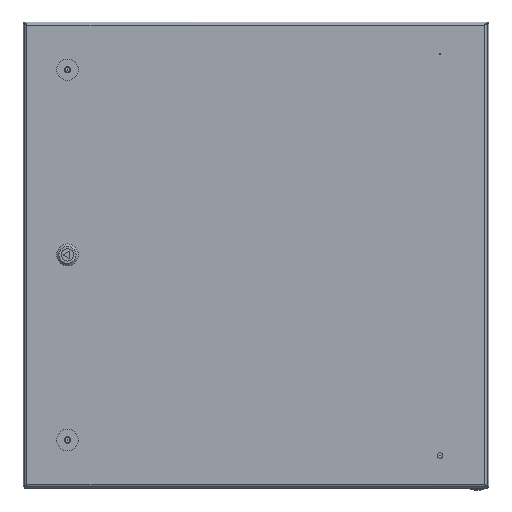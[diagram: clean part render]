
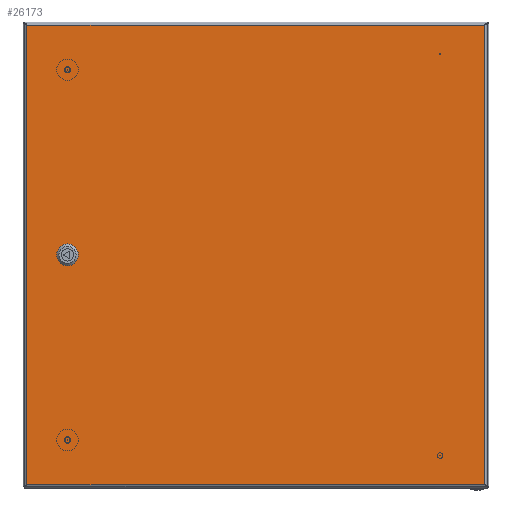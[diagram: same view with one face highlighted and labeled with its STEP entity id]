
A CAD part, top view. The second image highlights one B-rep face of the part: STEP entity #26173.
In plain terms, the highlighted face is planar.
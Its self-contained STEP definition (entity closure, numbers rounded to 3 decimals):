
#677 = DIRECTION ( 'NONE',  ( 0., 0., 1. ) ) ;
#929 = LINE ( 'NONE', #28638, #30172 ) ;
#1892 = VECTOR ( 'NONE', #46550, 1000. ) ;
#2566 = CIRCLE ( 'NONE', #52238, 0.5 ) ;
#2589 = AXIS2_PLACEMENT_3D ( 'NONE', #15582, #677, #19642 ) ;
#2703 = DIRECTION ( 'NONE',  ( 0., 0., 1. ) ) ;
#3670 = CARTESIAN_POINT ( 'NONE',  ( 237.863, -10.25, -1. ) ) ;
#3799 = EDGE_CURVE ( 'NONE', #9316, #28277, #28865, .T. ) ;
#3827 = EDGE_CURVE ( 'NONE', #17912, #25329, #15587, .T. ) ;
#4140 = CARTESIAN_POINT ( 'NONE',  ( 242., -238.5, -1. ) ) ;
#4206 = LINE ( 'NONE', #36294, #1892 ) ;
#4994 = DIRECTION ( 'NONE',  ( 1., 0., 0. ) ) ;
#5791 = VERTEX_POINT ( 'NONE', #14220 ) ;
#6184 = LINE ( 'NONE', #34807, #39054 ) ;
#6228 = CARTESIAN_POINT ( 'NONE',  ( 232.25, 4.637, -1. ) ) ;
#6348 = AXIS2_PLACEMENT_3D ( 'NONE', #9086, #61086, #27142 ) ;
#6613 = AXIS2_PLACEMENT_3D ( 'NONE', #42526, #51852, #52466 ) ;
#7279 = ORIENTED_EDGE ( 'NONE', *, *, #56461, .T. ) ;
#8334 = DIRECTION ( 'NONE',  ( 1., 0., 0. ) ) ;
#9016 = CARTESIAN_POINT ( 'NONE',  ( 242.5, 0., -1. ) ) ;
#9086 = CARTESIAN_POINT ( 'NONE',  ( 0., 0., -1. ) ) ;
#9316 = VERTEX_POINT ( 'NONE', #39920 ) ;
#9420 = ORIENTED_EDGE ( 'NONE', *, *, #58503, .T. ) ;
#9637 = VERTEX_POINT ( 'NONE', #37979 ) ;
#9667 = EDGE_CURVE ( 'NONE', #61394, #9316, #929, .T. ) ;
#9725 = CARTESIAN_POINT ( 'NONE',  ( 252.75, 4.637, -1. ) ) ;
#10300 = ORIENTED_EDGE ( 'NONE', *, *, #17617, .F. ) ;
#11122 = ORIENTED_EDGE ( 'NONE', *, *, #21552, .T. ) ;
#11491 = DIRECTION ( 'NONE',  ( 0., -1., 0. ) ) ;
#12816 = PLANE ( 'NONE',  #6348 ) ;
#13125 = FACE_BOUND ( 'NONE', #59891, .T. ) ;
#13443 = CIRCLE ( 'NONE', #57229, 11.25 ) ;
#13711 = EDGE_LOOP ( 'NONE', ( #44372 ) ) ;
#13913 = EDGE_LOOP ( 'NONE', ( #54348, #7279, #50750, #46971, #42636, #17682, #46424, #11122 ) ) ;
#14122 = DIRECTION ( 'NONE',  ( -1., 0., 0. ) ) ;
#14220 = CARTESIAN_POINT ( 'NONE',  ( -294.8, 295.8, -1. ) ) ;
#14362 = VERTEX_POINT ( 'NONE', #4140 ) ;
#14527 = DIRECTION ( 'NONE',  ( 0., -1., 0. ) ) ;
#15365 = EDGE_LOOP ( 'NONE', ( #57474 ) ) ;
#15548 = CARTESIAN_POINT ( 'NONE',  ( 242.5, 238.5, -1. ) ) ;
#15582 = CARTESIAN_POINT ( 'NONE',  ( -237.5, -258.5, -1. ) ) ;
#15587 = LINE ( 'NONE', #49541, #29878 ) ;
#16164 = VERTEX_POINT ( 'NONE', #25617 ) ;
#17000 = DIRECTION ( 'NONE',  ( -1., 0., 0. ) ) ;
#17617 = EDGE_CURVE ( 'NONE', #5791, #25329, #4206, .T. ) ;
#17682 = ORIENTED_EDGE ( 'NONE', *, *, #48242, .T. ) ;
#17912 = VERTEX_POINT ( 'NONE', #26478 ) ;
#18993 = DIRECTION ( 'NONE',  ( 1., 0., 0. ) ) ;
#19642 = DIRECTION ( 'NONE',  ( 1., 0., 0. ) ) ;
#20246 = DIRECTION ( 'NONE',  ( 1., 0., 0. ) ) ;
#20437 = AXIS2_PLACEMENT_3D ( 'NONE', #45350, #2703, #17000 ) ;
#20449 = EDGE_LOOP ( 'NONE', ( #38499 ) ) ;
#21552 = EDGE_CURVE ( 'NONE', #16164, #34542, #38439, .T. ) ;
#21907 = VERTEX_POINT ( 'NONE', #54907 ) ;
#22462 = CIRCLE ( 'NONE', #2589, 0.5 ) ;
#22464 = FACE_BOUND ( 'NONE', #15365, .T. ) ;
#22506 = CIRCLE ( 'NONE', #29445, 11.25 ) ;
#22910 = AXIS2_PLACEMENT_3D ( 'NONE', #35207, #30525, #20246 ) ;
#23070 = CARTESIAN_POINT ( 'NONE',  ( 232.25, 4.637, -1. ) ) ;
#25063 = VERTEX_POINT ( 'NONE', #23070 ) ;
#25329 = VERTEX_POINT ( 'NONE', #51040 ) ;
#25617 = CARTESIAN_POINT ( 'NONE',  ( 247.137, 10.25, -1. ) ) ;
#26173 = ADVANCED_FACE ( 'NONE', ( #22464, #41497, #13125, #32742, #36512, #37424 ), #12816, .F. ) ;
#26478 = CARTESIAN_POINT ( 'NONE',  ( 294.8, -295.8, -1. ) ) ;
#26608 = DIRECTION ( 'NONE',  ( 0., 1., 0. ) ) ;
#27142 = DIRECTION ( 'NONE',  ( 1., 0., 0. ) ) ;
#27683 = DIRECTION ( 'NONE',  ( 0., 0., 1. ) ) ;
#27776 = VERTEX_POINT ( 'NONE', #47693 ) ;
#28277 = VERTEX_POINT ( 'NONE', #55226 ) ;
#28344 = DIRECTION ( 'NONE',  ( 0., 0., 1. ) ) ;
#28457 = CARTESIAN_POINT ( 'NONE',  ( 247.137, 10.25, -1. ) ) ;
#28572 = ORIENTED_EDGE ( 'NONE', *, *, #50176, .T. ) ;
#28638 = CARTESIAN_POINT ( 'NONE',  ( 247.137, -10.25, -1. ) ) ;
#28865 = CIRCLE ( 'NONE', #22910, 11.25 ) ;
#29061 = DIRECTION ( 'NONE',  ( -1., 0., 0. ) ) ;
#29445 = AXIS2_PLACEMENT_3D ( 'NONE', #55961, #52218, #8334 ) ;
#29834 = VECTOR ( 'NONE', #26608, 1000. ) ;
#29878 = VECTOR ( 'NONE', #45491, 1000. ) ;
#30172 = VECTOR ( 'NONE', #4994, 1000. ) ;
#30525 = DIRECTION ( 'NONE',  ( 0., 0., 1. ) ) ;
#30964 = CARTESIAN_POINT ( 'NONE',  ( 252.75, 4.637, -1. ) ) ;
#31458 = VERTEX_POINT ( 'NONE', #42655 ) ;
#32395 = EDGE_LOOP ( 'NONE', ( #10300, #41013, #28572, #49094 ) ) ;
#32742 = FACE_BOUND ( 'NONE', #13711, .T. ) ;
#33219 = LINE ( 'NONE', #37604, #41827 ) ;
#33734 = DIRECTION ( 'NONE',  ( 0., 0., 1. ) ) ;
#34542 = VERTEX_POINT ( 'NONE', #35588 ) ;
#34807 = CARTESIAN_POINT ( 'NONE',  ( 1492.5, 295.8, -1. ) ) ;
#35172 = EDGE_CURVE ( 'NONE', #56277, #61394, #13443, .T. ) ;
#35207 = CARTESIAN_POINT ( 'NONE',  ( 242.5, 0., -1. ) ) ;
#35588 = CARTESIAN_POINT ( 'NONE',  ( 237.863, 10.25, -1. ) ) ;
#35836 = VECTOR ( 'NONE', #14122, 1000. ) ;
#35970 = LINE ( 'NONE', #30964, #29834 ) ;
#36120 = EDGE_CURVE ( 'NONE', #27776, #27776, #22462, .T. ) ;
#36294 = CARTESIAN_POINT ( 'NONE',  ( -294.8, 1791., -1. ) ) ;
#36512 = FACE_OUTER_BOUND ( 'NONE', #32395, .T. ) ;
#36742 = EDGE_CURVE ( 'NONE', #34542, #25063, #22506, .T. ) ;
#37424 = FACE_BOUND ( 'NONE', #13913, .T. ) ;
#37604 = CARTESIAN_POINT ( 'NONE',  ( 294.8, 1791., -1. ) ) ;
#37658 = DIRECTION ( 'NONE',  ( 1., 0., 0. ) ) ;
#37938 = EDGE_CURVE ( 'NONE', #14362, #14362, #61236, .T. ) ;
#37979 = CARTESIAN_POINT ( 'NONE',  ( -238., 258.5, -1. ) ) ;
#38065 = EDGE_CURVE ( 'NONE', #41314, #16164, #39417, .T. ) ;
#38204 = VECTOR ( 'NONE', #11491, 1000. ) ;
#38439 = LINE ( 'NONE', #28457, #35836 ) ;
#38499 = ORIENTED_EDGE ( 'NONE', *, *, #56335, .T. ) ;
#39054 = VECTOR ( 'NONE', #48829, 1000. ) ;
#39417 = CIRCLE ( 'NONE', #6613, 11.25 ) ;
#39920 = CARTESIAN_POINT ( 'NONE',  ( 247.137, -10.25, -1. ) ) ;
#41013 = ORIENTED_EDGE ( 'NONE', *, *, #52428, .F. ) ;
#41314 = VERTEX_POINT ( 'NONE', #9725 ) ;
#41497 = FACE_BOUND ( 'NONE', #20449, .T. ) ;
#41827 = VECTOR ( 'NONE', #14527, 1000. ) ;
#42526 = CARTESIAN_POINT ( 'NONE',  ( 242.5, 0., -1. ) ) ;
#42636 = ORIENTED_EDGE ( 'NONE', *, *, #3799, .T. ) ;
#42655 = CARTESIAN_POINT ( 'NONE',  ( 243., 238.5, -1. ) ) ;
#44372 = ORIENTED_EDGE ( 'NONE', *, *, #36120, .T. ) ;
#45350 = CARTESIAN_POINT ( 'NONE',  ( 242.5, -238.5, -1. ) ) ;
#45491 = DIRECTION ( 'NONE',  ( -1., 0., 0. ) ) ;
#46424 = ORIENTED_EDGE ( 'NONE', *, *, #38065, .T. ) ;
#46550 = DIRECTION ( 'NONE',  ( 0., -1., 0. ) ) ;
#46971 = ORIENTED_EDGE ( 'NONE', *, *, #9667, .T. ) ;
#47693 = CARTESIAN_POINT ( 'NONE',  ( -237., -258.5, -1. ) ) ;
#48242 = EDGE_CURVE ( 'NONE', #28277, #41314, #35970, .T. ) ;
#48829 = DIRECTION ( 'NONE',  ( -1., 0., 0. ) ) ;
#49094 = ORIENTED_EDGE ( 'NONE', *, *, #3827, .T. ) ;
#49183 = LINE ( 'NONE', #6228, #38204 ) ;
#49541 = CARTESIAN_POINT ( 'NONE',  ( 1492.5, -295.8, -1. ) ) ;
#50176 = EDGE_CURVE ( 'NONE', #21907, #17912, #33219, .T. ) ;
#50750 = ORIENTED_EDGE ( 'NONE', *, *, #35172, .T. ) ;
#51040 = CARTESIAN_POINT ( 'NONE',  ( -294.8, -295.8, -1. ) ) ;
#51089 = AXIS2_PLACEMENT_3D ( 'NONE', #15548, #28344, #18993 ) ;
#51852 = DIRECTION ( 'NONE',  ( 0., 0., 1. ) ) ;
#52218 = DIRECTION ( 'NONE',  ( 0., 0., 1. ) ) ;
#52238 = AXIS2_PLACEMENT_3D ( 'NONE', #57415, #33734, #29061 ) ;
#52428 = EDGE_CURVE ( 'NONE', #21907, #5791, #6184, .T. ) ;
#52466 = DIRECTION ( 'NONE',  ( 1., 0., 0. ) ) ;
#54348 = ORIENTED_EDGE ( 'NONE', *, *, #36742, .T. ) ;
#54907 = CARTESIAN_POINT ( 'NONE',  ( 294.8, 295.8, -1. ) ) ;
#55226 = CARTESIAN_POINT ( 'NONE',  ( 252.75, -4.637, -1. ) ) ;
#55961 = CARTESIAN_POINT ( 'NONE',  ( 242.5, 0., -1. ) ) ;
#56052 = CIRCLE ( 'NONE', #51089, 0.5 ) ;
#56277 = VERTEX_POINT ( 'NONE', #61387 ) ;
#56335 = EDGE_CURVE ( 'NONE', #31458, #31458, #56052, .T. ) ;
#56461 = EDGE_CURVE ( 'NONE', #25063, #56277, #49183, .T. ) ;
#57229 = AXIS2_PLACEMENT_3D ( 'NONE', #9016, #27683, #37658 ) ;
#57415 = CARTESIAN_POINT ( 'NONE',  ( -237.5, 258.5, -1. ) ) ;
#57474 = ORIENTED_EDGE ( 'NONE', *, *, #37938, .T. ) ;
#58503 = EDGE_CURVE ( 'NONE', #9637, #9637, #2566, .T. ) ;
#59891 = EDGE_LOOP ( 'NONE', ( #9420 ) ) ;
#61086 = DIRECTION ( 'NONE',  ( 0., 0., 1. ) ) ;
#61236 = CIRCLE ( 'NONE', #20437, 0.5 ) ;
#61387 = CARTESIAN_POINT ( 'NONE',  ( 232.25, -4.637, -1. ) ) ;
#61394 = VERTEX_POINT ( 'NONE', #3670 ) ;
